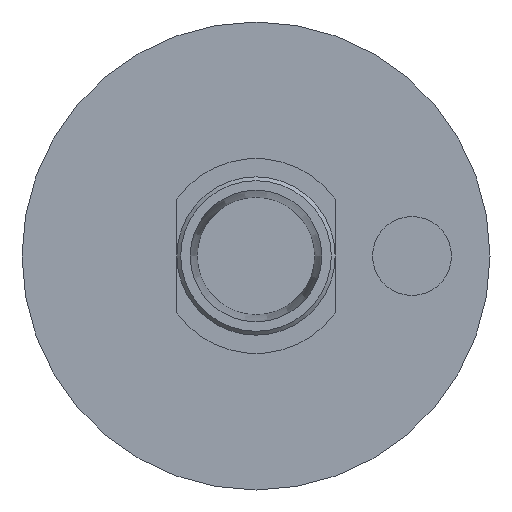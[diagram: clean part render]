
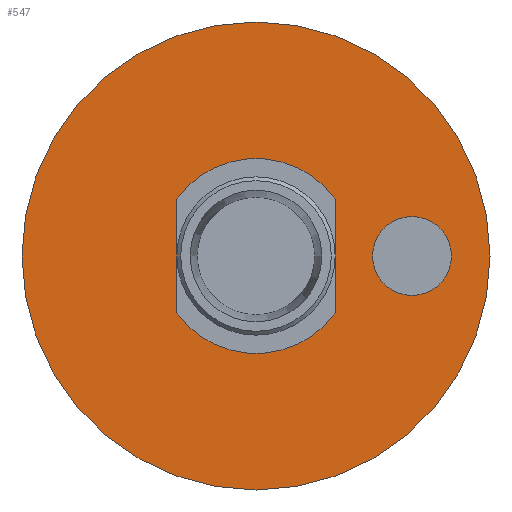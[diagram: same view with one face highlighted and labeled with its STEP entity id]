
A CAD part, front view. The second image highlights one B-rep face of the part: STEP entity #547.
In plain terms, the highlighted planar face has unit normal (0, -1, 0).
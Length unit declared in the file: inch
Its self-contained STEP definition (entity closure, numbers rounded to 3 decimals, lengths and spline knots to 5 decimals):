
#19=FACE_BOUND('',#141,.T.);
#20=FACE_BOUND('',#142,.T.);
#109=FACE_OUTER_BOUND('',#140,.T.);
#140=EDGE_LOOP('',(#459,#460));
#141=EDGE_LOOP('',(#461));
#142=EDGE_LOOP('',(#462,#463));
#163=CIRCLE('',#609,0.2025);
#168=CIRCLE('',#616,1.2);
#169=CIRCLE('',#617,1.2);
#187=CIRCLE('',#646,0.406);
#188=CIRCLE('',#647,0.406);
#212=VERTEX_POINT('',#901);
#217=VERTEX_POINT('',#914);
#218=VERTEX_POINT('',#916);
#238=VERTEX_POINT('',#1006);
#239=VERTEX_POINT('',#1007);
#269=EDGE_CURVE('',#212,#212,#163,.T.);
#276=EDGE_CURVE('',#217,#218,#168,.T.);
#277=EDGE_CURVE('',#218,#217,#169,.T.);
#308=EDGE_CURVE('',#238,#239,#187,.T.);
#309=EDGE_CURVE('',#239,#238,#188,.T.);
#459=ORIENTED_EDGE('',*,*,#277,.F.);
#460=ORIENTED_EDGE('',*,*,#276,.F.);
#461=ORIENTED_EDGE('',*,*,#269,.T.);
#462=ORIENTED_EDGE('',*,*,#308,.T.);
#463=ORIENTED_EDGE('',*,*,#309,.T.);
#487=PLANE('',#661);
#547=ADVANCED_FACE('',(#109,#19,#20),#487,.T.);
#609=AXIS2_PLACEMENT_3D('',#902,#723,#724);
#616=AXIS2_PLACEMENT_3D('',#917,#739,#740);
#617=AXIS2_PLACEMENT_3D('',#918,#741,#742);
#646=AXIS2_PLACEMENT_3D('',#1008,#812,#813);
#647=AXIS2_PLACEMENT_3D('',#1009,#814,#815);
#661=AXIS2_PLACEMENT_3D('',#1035,#846,#847);
#723=DIRECTION('center_axis',(0.,1.,0.));
#724=DIRECTION('ref_axis',(-1.,0.,0.));
#739=DIRECTION('center_axis',(0.,1.,0.));
#740=DIRECTION('ref_axis',(1.,0.,0.));
#741=DIRECTION('center_axis',(0.,1.,0.));
#742=DIRECTION('ref_axis',(1.,0.,0.));
#812=DIRECTION('center_axis',(0.,1.,0.));
#813=DIRECTION('ref_axis',(1.,0.,0.));
#814=DIRECTION('center_axis',(0.,1.,0.));
#815=DIRECTION('ref_axis',(1.,0.,0.));
#846=DIRECTION('center_axis',(0.,-1.,0.));
#847=DIRECTION('ref_axis',(0.,0.,-1.));
#901=CARTESIAN_POINT('',(-0.5975,0.795,0.));
#902=CARTESIAN_POINT('Origin',(-0.8,0.795,0.));
#914=CARTESIAN_POINT('',(1.2,0.795,0.));
#916=CARTESIAN_POINT('',(-1.2,0.795,0.));
#917=CARTESIAN_POINT('Origin',(0.,0.795,0.));
#918=CARTESIAN_POINT('Origin',(0.,0.795,0.));
#1006=CARTESIAN_POINT('',(-0.406,0.795,0.));
#1007=CARTESIAN_POINT('',(0.406,0.795,0.));
#1008=CARTESIAN_POINT('Origin',(0.,0.795,0.));
#1009=CARTESIAN_POINT('Origin',(0.,0.795,0.));
#1035=CARTESIAN_POINT('Origin',(-0.471,0.795,0.));
